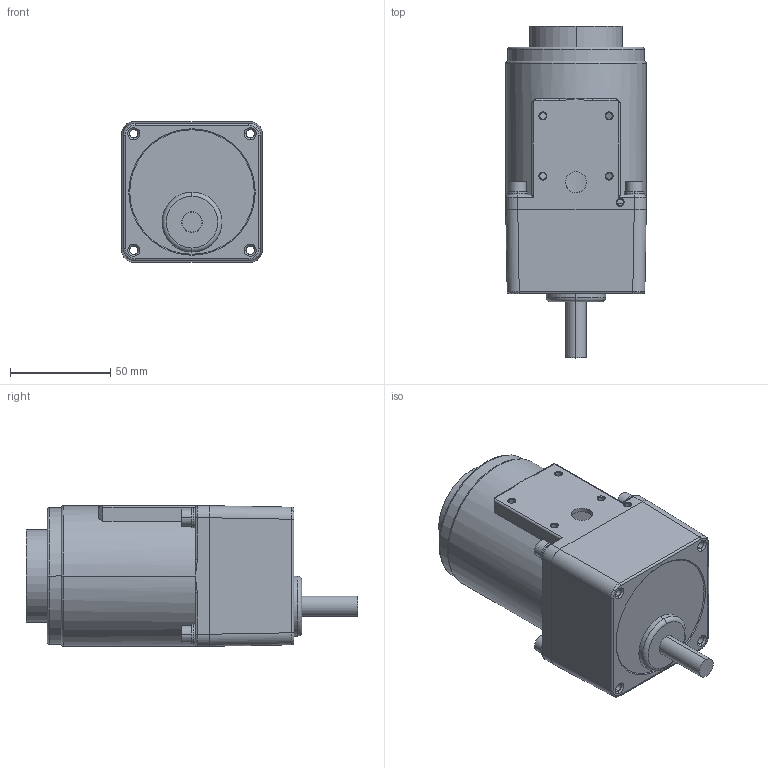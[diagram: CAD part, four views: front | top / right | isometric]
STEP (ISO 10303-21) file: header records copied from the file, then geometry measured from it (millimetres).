
FILE_DESCRIPTION (( 'STEP AP203' ), '1' );
FILE_NAME ('3IK15RGN-C+眊极.STEP', '2022-08-25T03:01:29', ( '' ), ( 'Microsoft' ), 'SwSTEP 2.0', 'SolidWorks 2020', '' );
FILE_SCHEMA (( 'CONFIG_CONTROL_DESIGN' ));
Length unit declared in the file: millimetre
Products named in the file (1): 3IK15RGN-C+眊极
Bounding box: 70 x 165.3 x 70 mm (x, y, z)
Surface area: 53390.1 mm2 (no closed solid volume)
Topology: 0 solids, 19 shells, 211 faces, 548 edges, 354 vertices
Faces by surface type: cylinder 92, plane 69, cone 20, bspline 16, torus 14
Entity records: 7135 total; most frequent: CARTESIAN_POINT 1948, DIRECTION 1146, ORIENTED_EDGE 938, EDGE_CURVE 540, AXIS2_PLACEMENT_3D 460, VERTEX_POINT 354, CIRCLE 264, EDGE_LOOP 253
